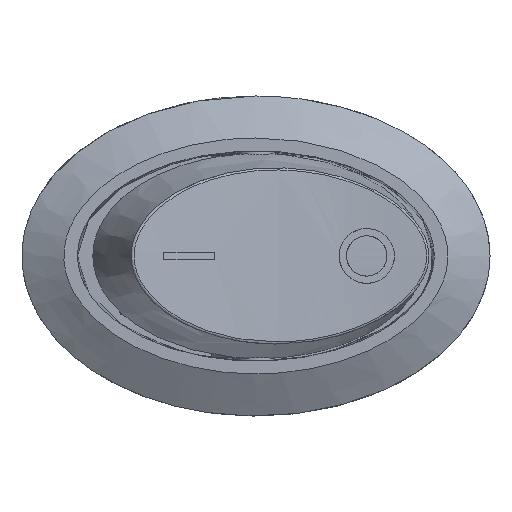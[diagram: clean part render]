
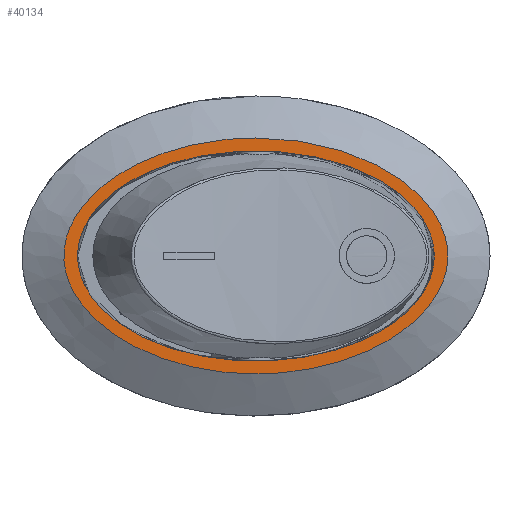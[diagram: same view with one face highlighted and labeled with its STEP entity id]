
A CAD part, top view. The second image highlights one B-rep face of the part: STEP entity #40134.
In plain terms, the highlighted planar face has unit normal (0, 0, 1).
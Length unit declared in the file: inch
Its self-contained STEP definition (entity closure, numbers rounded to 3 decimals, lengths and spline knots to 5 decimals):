
#39743=CARTESIAN_POINT('',(-0.38386,0.,0.61024));
#39744=VERTEX_POINT('',#39743);
#39751=CARTESIAN_POINT('',(0.0,0.0,0.61024));
#39752=DIRECTION('',(0.0,0.0,-1.0));
#39753=DIRECTION('',(1.0,0.0,0.0));
#39754=AXIS2_PLACEMENT_3D('',#39751,#39752,#39753);
#39755=ELLIPSE('',#39754,0.38386,0.22638);
#39756=EDGE_CURVE('',#39744,#39744,#39755,.T.);
#39931=CARTESIAN_POINT('',(0.,0.25391,0.61024));
#39932=VERTEX_POINT('',#39931);
#39941=CARTESIAN_POINT('',(0.,0.25391,0.61024));
#39942=CARTESIAN_POINT('',(0.01719,0.25391,0.61024));
#39943=CARTESIAN_POINT('',(0.05057,0.25298,0.61024));
#39944=CARTESIAN_POINT('',(0.12724,0.24322,0.61024));
#39945=CARTESIAN_POINT('',(0.21283,0.21917,0.61024));
#39946=CARTESIAN_POINT('',(0.29068,0.18145,0.61024));
#39947=CARTESIAN_POINT('',(0.34101,0.14325,0.61024));
#39948=CARTESIAN_POINT('',(0.37527,0.10551,0.61024));
#39949=CARTESIAN_POINT('',(0.39593,0.07356,0.61024));
#39950=CARTESIAN_POINT('',(0.40995,0.0381,0.61024));
#39951=CARTESIAN_POINT('',(0.41693,-0.01286,0.61024));
#39952=CARTESIAN_POINT('',(0.39683,-0.08394,0.61024));
#39953=CARTESIAN_POINT('',(0.30979,-0.17953,0.61024));
#39954=CARTESIAN_POINT('',(0.12032,-0.25998,0.61024));
#39955=CARTESIAN_POINT('',(-0.1033,-0.26024,0.61024));
#39956=CARTESIAN_POINT('',(-0.27005,-0.19652,0.61024));
#39957=CARTESIAN_POINT('',(-0.35128,-0.13558,0.61024));
#39958=CARTESIAN_POINT('',(-0.39926,-0.0755,0.61024));
#39959=CARTESIAN_POINT('',(-0.41693,-0.01286,0.61024));
#39960=CARTESIAN_POINT('',(-0.40995,0.0381,0.61024));
#39961=CARTESIAN_POINT('',(-0.39125,0.08541,0.61024));
#39962=CARTESIAN_POINT('',(-0.35126,0.13561,0.61024));
#39963=CARTESIAN_POINT('',(-0.30048,0.17386,0.61024));
#39964=CARTESIAN_POINT('',(-0.25201,0.20027,0.61024));
#39965=CARTESIAN_POINT('',(-0.19835,0.2232,0.61024));
#39966=CARTESIAN_POINT('',(-0.12738,0.24321,0.61024));
#39967=CARTESIAN_POINT('',(-0.05049,0.25299,0.61024));
#39968=CARTESIAN_POINT('',(-0.0172,0.25391,0.61024));
#39969=CARTESIAN_POINT('',(0.,0.25391,0.61024));
#39970=B_SPLINE_CURVE_WITH_KNOTS('',3,(#39941,#39942,#39943,#39944,#39945,#39946,#39947,#39948,#39949,#39950,#39951,#39952,#39953,#39954,#39955,#39956,#39957,#39958,#39959,#39960,#39961,#39962,#39963,#39964,#39965,#39966,#39967,#39968,#39969),.UNSPECIFIED.,.T.,.U.,(4,1,1,1,1,1,1,1,1,1,1,1,1,1,1,1,1,1,1,1,1,1,1,1,1,1,4),(0.0,0.03571,0.07143,0.10714,0.14285,0.17857,0.19643,0.21428,0.23214,0.25,0.28571,0.33333,0.42857,0.57143,0.64286,0.67857,0.71429,0.75,0.76786,0.78571,0.82143,0.85714,0.875,0.89286,0.92857,0.96429,1.0),.UNSPECIFIED.);
#39971=EDGE_CURVE('',#39932,#39932,#39970,.T.);
#40123=CARTESIAN_POINT('',(0.45476,-0.27924,0.61024));
#40124=DIRECTION('',(0.0,0.0,-1.0));
#40125=DIRECTION('',(-1.0,0.0,0.0));
#40126=AXIS2_PLACEMENT_3D('',#40123,#40124,#40125);
#40127=PLANE('',#40126);
#40128=ORIENTED_EDGE('',*,*,#39971,.F.);
#40129=EDGE_LOOP('',(#40128));
#40130=FACE_OUTER_BOUND('',#40129,.T.);
#40131=ORIENTED_EDGE('',*,*,#39756,.T.);
#40132=EDGE_LOOP('',(#40131));
#40133=FACE_BOUND('',#40132,.T.);
#40134=ADVANCED_FACE('',(#40130,#40133),#40127,.F.);
